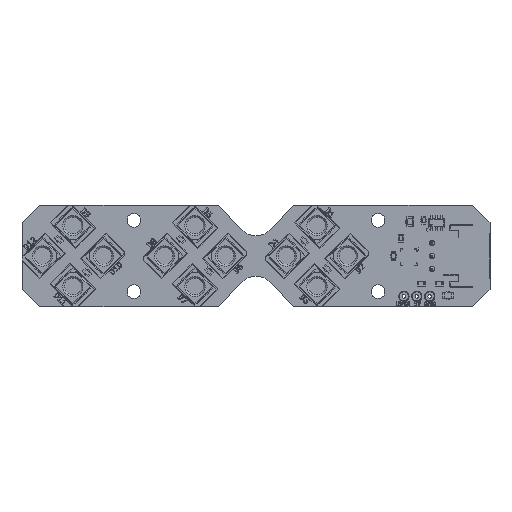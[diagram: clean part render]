
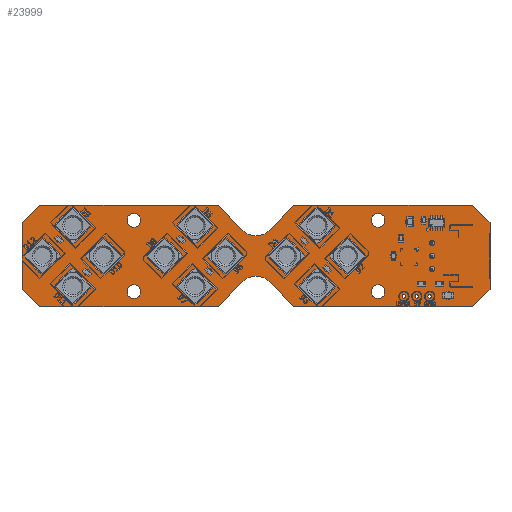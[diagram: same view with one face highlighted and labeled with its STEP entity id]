
A CAD part, top view. The second image highlights one B-rep face of the part: STEP entity #23999.
In plain terms, the highlighted planar face has unit normal (0, 0, 1).
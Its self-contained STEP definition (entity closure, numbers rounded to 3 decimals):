
#23659 = VERTEX_POINT('',#23660);
#23660 = CARTESIAN_POINT('',(-2.828,5.172,1.51));
#23666 = EDGE_CURVE('',#23659,#23667,#23669,.T.);
#23667 = VERTEX_POINT('',#23668);
#23668 = CARTESIAN_POINT('',(0.,4.,1.51));
#23669 = CIRCLE('',#23670,4.);
#23670 = AXIS2_PLACEMENT_3D('',#23671,#23672,#23673);
#23671 = CARTESIAN_POINT('',(0.,8.,1.51));
#23672 = DIRECTION('',(0.,0.,1.));
#23673 = DIRECTION('',(-0.707,-0.707,0.));
#23701 = VERTEX_POINT('',#23702);
#23702 = CARTESIAN_POINT('',(-7.4,10.,1.51));
#23708 = EDGE_CURVE('',#23701,#23659,#23709,.T.);
#23709 = LINE('',#23710,#23711);
#23710 = CARTESIAN_POINT('',(-7.4,10.,1.51));
#23711 = VECTOR('',#23712,1.);
#23712 = DIRECTION('',(0.688,-0.726,0.));
#23730 = EDGE_CURVE('',#23667,#23731,#23733,.T.);
#23731 = VERTEX_POINT('',#23732);
#23732 = CARTESIAN_POINT('',(2.828,5.172,1.51));
#23733 = CIRCLE('',#23734,4.);
#23734 = AXIS2_PLACEMENT_3D('',#23735,#23736,#23737);
#23735 = CARTESIAN_POINT('',(0.,8.,1.51));
#23736 = DIRECTION('',(0.,0.,1.));
#23737 = DIRECTION('',(0.,-1.,0.));
#23999 = ADVANCED_FACE('',(#24000,#24125,#24136,#24147,#24158,#24169,
    #24180,#24191,#24202,#24213,#24224),#24235,.T.);
#24000 = FACE_BOUND('',#24001,.T.);
#24001 = EDGE_LOOP('',(#24002,#24003,#24004,#24012,#24020,#24028,#24036,
    #24044,#24052,#24061,#24070,#24078,#24086,#24094,#24102,#24110,
    #24118,#24124));
#24002 = ORIENTED_EDGE('',*,*,#23666,.F.);
#24003 = ORIENTED_EDGE('',*,*,#23708,.F.);
#24004 = ORIENTED_EDGE('',*,*,#24005,.F.);
#24005 = EDGE_CURVE('',#24006,#23701,#24008,.T.);
#24006 = VERTEX_POINT('',#24007);
#24007 = CARTESIAN_POINT('',(-42.5,10.,1.51));
#24008 = LINE('',#24009,#24010);
#24009 = CARTESIAN_POINT('',(-42.5,10.,1.51));
#24010 = VECTOR('',#24011,1.);
#24011 = DIRECTION('',(1.,0.,0.));
#24012 = ORIENTED_EDGE('',*,*,#24013,.F.);
#24013 = EDGE_CURVE('',#24014,#24006,#24016,.T.);
#24014 = VERTEX_POINT('',#24015);
#24015 = CARTESIAN_POINT('',(-46.,6.5,1.51));
#24016 = LINE('',#24017,#24018);
#24017 = CARTESIAN_POINT('',(-46.,6.5,1.51));
#24018 = VECTOR('',#24019,1.);
#24019 = DIRECTION('',(0.707,0.707,0.));
#24020 = ORIENTED_EDGE('',*,*,#24021,.F.);
#24021 = EDGE_CURVE('',#24022,#24014,#24024,.T.);
#24022 = VERTEX_POINT('',#24023);
#24023 = CARTESIAN_POINT('',(-46.,-6.5,1.51));
#24024 = LINE('',#24025,#24026);
#24025 = CARTESIAN_POINT('',(-46.,-6.5,1.51));
#24026 = VECTOR('',#24027,1.);
#24027 = DIRECTION('',(0.,1.,0.));
#24028 = ORIENTED_EDGE('',*,*,#24029,.F.);
#24029 = EDGE_CURVE('',#24030,#24022,#24032,.T.);
#24030 = VERTEX_POINT('',#24031);
#24031 = CARTESIAN_POINT('',(-42.5,-10.,1.51));
#24032 = LINE('',#24033,#24034);
#24033 = CARTESIAN_POINT('',(-42.5,-10.,1.51));
#24034 = VECTOR('',#24035,1.);
#24035 = DIRECTION('',(-0.707,0.707,0.));
#24036 = ORIENTED_EDGE('',*,*,#24037,.F.);
#24037 = EDGE_CURVE('',#24038,#24030,#24040,.T.);
#24038 = VERTEX_POINT('',#24039);
#24039 = CARTESIAN_POINT('',(-7.4,-10.,1.51));
#24040 = LINE('',#24041,#24042);
#24041 = CARTESIAN_POINT('',(-7.4,-10.,1.51));
#24042 = VECTOR('',#24043,1.);
#24043 = DIRECTION('',(-1.,0.,0.));
#24044 = ORIENTED_EDGE('',*,*,#24045,.F.);
#24045 = EDGE_CURVE('',#24046,#24038,#24048,.T.);
#24046 = VERTEX_POINT('',#24047);
#24047 = CARTESIAN_POINT('',(-2.828,-5.172,1.51));
#24048 = LINE('',#24049,#24050);
#24049 = CARTESIAN_POINT('',(-2.828,-5.172,1.51));
#24050 = VECTOR('',#24051,1.);
#24051 = DIRECTION('',(-0.688,-0.726,0.));
#24052 = ORIENTED_EDGE('',*,*,#24053,.F.);
#24053 = EDGE_CURVE('',#24054,#24046,#24056,.T.);
#24054 = VERTEX_POINT('',#24055);
#24055 = CARTESIAN_POINT('',(0.,-4.,1.51));
#24056 = CIRCLE('',#24057,4.);
#24057 = AXIS2_PLACEMENT_3D('',#24058,#24059,#24060);
#24058 = CARTESIAN_POINT('',(0.,-8.,1.51));
#24059 = DIRECTION('',(0.,0.,1.));
#24060 = DIRECTION('',(0.,1.,-0.));
#24061 = ORIENTED_EDGE('',*,*,#24062,.F.);
#24062 = EDGE_CURVE('',#24063,#24054,#24065,.T.);
#24063 = VERTEX_POINT('',#24064);
#24064 = CARTESIAN_POINT('',(2.828,-5.172,1.51));
#24065 = CIRCLE('',#24066,4.);
#24066 = AXIS2_PLACEMENT_3D('',#24067,#24068,#24069);
#24067 = CARTESIAN_POINT('',(0.,-8.,1.51));
#24068 = DIRECTION('',(0.,0.,1.));
#24069 = DIRECTION('',(0.707,0.707,-0.));
#24070 = ORIENTED_EDGE('',*,*,#24071,.F.);
#24071 = EDGE_CURVE('',#24072,#24063,#24074,.T.);
#24072 = VERTEX_POINT('',#24073);
#24073 = CARTESIAN_POINT('',(7.4,-10.,1.51));
#24074 = LINE('',#24075,#24076);
#24075 = CARTESIAN_POINT('',(7.4,-10.,1.51));
#24076 = VECTOR('',#24077,1.);
#24077 = DIRECTION('',(-0.688,0.726,0.));
#24078 = ORIENTED_EDGE('',*,*,#24079,.F.);
#24079 = EDGE_CURVE('',#24080,#24072,#24082,.T.);
#24080 = VERTEX_POINT('',#24081);
#24081 = CARTESIAN_POINT('',(42.5,-10.,1.51));
#24082 = LINE('',#24083,#24084);
#24083 = CARTESIAN_POINT('',(42.5,-10.,1.51));
#24084 = VECTOR('',#24085,1.);
#24085 = DIRECTION('',(-1.,0.,0.));
#24086 = ORIENTED_EDGE('',*,*,#24087,.F.);
#24087 = EDGE_CURVE('',#24088,#24080,#24090,.T.);
#24088 = VERTEX_POINT('',#24089);
#24089 = CARTESIAN_POINT('',(46.,-6.5,1.51));
#24090 = LINE('',#24091,#24092);
#24091 = CARTESIAN_POINT('',(46.,-6.5,1.51));
#24092 = VECTOR('',#24093,1.);
#24093 = DIRECTION('',(-0.707,-0.707,0.));
#24094 = ORIENTED_EDGE('',*,*,#24095,.F.);
#24095 = EDGE_CURVE('',#24096,#24088,#24098,.T.);
#24096 = VERTEX_POINT('',#24097);
#24097 = CARTESIAN_POINT('',(46.,6.5,1.51));
#24098 = LINE('',#24099,#24100);
#24099 = CARTESIAN_POINT('',(46.,6.5,1.51));
#24100 = VECTOR('',#24101,1.);
#24101 = DIRECTION('',(0.,-1.,0.));
#24102 = ORIENTED_EDGE('',*,*,#24103,.F.);
#24103 = EDGE_CURVE('',#24104,#24096,#24106,.T.);
#24104 = VERTEX_POINT('',#24105);
#24105 = CARTESIAN_POINT('',(42.5,10.,1.51));
#24106 = LINE('',#24107,#24108);
#24107 = CARTESIAN_POINT('',(42.5,10.,1.51));
#24108 = VECTOR('',#24109,1.);
#24109 = DIRECTION('',(0.707,-0.707,0.));
#24110 = ORIENTED_EDGE('',*,*,#24111,.F.);
#24111 = EDGE_CURVE('',#24112,#24104,#24114,.T.);
#24112 = VERTEX_POINT('',#24113);
#24113 = CARTESIAN_POINT('',(7.4,10.,1.51));
#24114 = LINE('',#24115,#24116);
#24115 = CARTESIAN_POINT('',(7.4,10.,1.51));
#24116 = VECTOR('',#24117,1.);
#24117 = DIRECTION('',(1.,0.,0.));
#24118 = ORIENTED_EDGE('',*,*,#24119,.F.);
#24119 = EDGE_CURVE('',#23731,#24112,#24120,.T.);
#24120 = LINE('',#24121,#24122);
#24121 = CARTESIAN_POINT('',(2.828,5.172,1.51));
#24122 = VECTOR('',#24123,1.);
#24123 = DIRECTION('',(0.688,0.726,0.));
#24124 = ORIENTED_EDGE('',*,*,#23730,.F.);
#24125 = FACE_BOUND('',#24126,.T.);
#24126 = EDGE_LOOP('',(#24127));
#24127 = ORIENTED_EDGE('',*,*,#24128,.T.);
#24128 = EDGE_CURVE('',#24129,#24129,#24131,.T.);
#24129 = VERTEX_POINT('',#24130);
#24130 = CARTESIAN_POINT('',(-24.,-8.35,1.51));
#24131 = CIRCLE('',#24132,1.35);
#24132 = AXIS2_PLACEMENT_3D('',#24133,#24134,#24135);
#24133 = CARTESIAN_POINT('',(-24.,-7.,1.51));
#24134 = DIRECTION('',(-0.,0.,-1.));
#24135 = DIRECTION('',(-0.,-1.,0.));
#24136 = FACE_BOUND('',#24137,.T.);
#24137 = EDGE_LOOP('',(#24138));
#24138 = ORIENTED_EDGE('',*,*,#24139,.T.);
#24139 = EDGE_CURVE('',#24140,#24140,#24142,.T.);
#24140 = VERTEX_POINT('',#24141);
#24141 = CARTESIAN_POINT('',(24.,-8.35,1.51));
#24142 = CIRCLE('',#24143,1.35);
#24143 = AXIS2_PLACEMENT_3D('',#24144,#24145,#24146);
#24144 = CARTESIAN_POINT('',(24.,-7.,1.51));
#24145 = DIRECTION('',(-0.,0.,-1.));
#24146 = DIRECTION('',(-0.,-1.,0.));
#24147 = FACE_BOUND('',#24148,.T.);
#24148 = EDGE_LOOP('',(#24149));
#24149 = ORIENTED_EDGE('',*,*,#24150,.T.);
#24150 = EDGE_CURVE('',#24151,#24151,#24153,.T.);
#24151 = VERTEX_POINT('',#24152);
#24152 = CARTESIAN_POINT('',(29.07,-8.3,1.51));
#24153 = CIRCLE('',#24154,0.35);
#24154 = AXIS2_PLACEMENT_3D('',#24155,#24156,#24157);
#24155 = CARTESIAN_POINT('',(29.07,-7.95,1.51));
#24156 = DIRECTION('',(-0.,0.,-1.));
#24157 = DIRECTION('',(-0.,-1.,0.));
#24158 = FACE_BOUND('',#24159,.T.);
#24159 = EDGE_LOOP('',(#24160));
#24160 = ORIENTED_EDGE('',*,*,#24161,.T.);
#24161 = EDGE_CURVE('',#24162,#24162,#24164,.T.);
#24162 = VERTEX_POINT('',#24163);
#24163 = CARTESIAN_POINT('',(31.61,-8.3,1.51));
#24164 = CIRCLE('',#24165,0.35);
#24165 = AXIS2_PLACEMENT_3D('',#24166,#24167,#24168);
#24166 = CARTESIAN_POINT('',(31.61,-7.95,1.51));
#24167 = DIRECTION('',(-0.,0.,-1.));
#24168 = DIRECTION('',(-0.,-1.,0.));
#24169 = FACE_BOUND('',#24170,.T.);
#24170 = EDGE_LOOP('',(#24171));
#24171 = ORIENTED_EDGE('',*,*,#24172,.T.);
#24172 = EDGE_CURVE('',#24173,#24173,#24175,.T.);
#24173 = VERTEX_POINT('',#24174);
#24174 = CARTESIAN_POINT('',(34.15,-8.3,1.51));
#24175 = CIRCLE('',#24176,0.35);
#24176 = AXIS2_PLACEMENT_3D('',#24177,#24178,#24179);
#24177 = CARTESIAN_POINT('',(34.15,-7.95,1.51));
#24178 = DIRECTION('',(-0.,0.,-1.));
#24179 = DIRECTION('',(-0.,-1.,0.));
#24180 = FACE_BOUND('',#24181,.T.);
#24181 = EDGE_LOOP('',(#24182));
#24182 = ORIENTED_EDGE('',*,*,#24183,.T.);
#24183 = EDGE_CURVE('',#24184,#24184,#24186,.T.);
#24184 = VERTEX_POINT('',#24185);
#24185 = CARTESIAN_POINT('',(34.615,-3.04,1.51));
#24186 = CIRCLE('',#24187,0.5);
#24187 = AXIS2_PLACEMENT_3D('',#24188,#24189,#24190);
#24188 = CARTESIAN_POINT('',(34.615,-2.54,1.51));
#24189 = DIRECTION('',(-0.,0.,-1.));
#24190 = DIRECTION('',(-0.,-1.,0.));
#24191 = FACE_BOUND('',#24192,.T.);
#24192 = EDGE_LOOP('',(#24193));
#24193 = ORIENTED_EDGE('',*,*,#24194,.T.);
#24194 = EDGE_CURVE('',#24195,#24195,#24197,.T.);
#24195 = VERTEX_POINT('',#24196);
#24196 = CARTESIAN_POINT('',(34.615,-0.5,1.51));
#24197 = CIRCLE('',#24198,0.5);
#24198 = AXIS2_PLACEMENT_3D('',#24199,#24200,#24201);
#24199 = CARTESIAN_POINT('',(34.615,0.,1.51));
#24200 = DIRECTION('',(-0.,0.,-1.));
#24201 = DIRECTION('',(-0.,-1.,0.));
#24202 = FACE_BOUND('',#24203,.T.);
#24203 = EDGE_LOOP('',(#24204));
#24204 = ORIENTED_EDGE('',*,*,#24205,.T.);
#24205 = EDGE_CURVE('',#24206,#24206,#24208,.T.);
#24206 = VERTEX_POINT('',#24207);
#24207 = CARTESIAN_POINT('',(-24.,5.65,1.51));
#24208 = CIRCLE('',#24209,1.35);
#24209 = AXIS2_PLACEMENT_3D('',#24210,#24211,#24212);
#24210 = CARTESIAN_POINT('',(-24.,7.,1.51));
#24211 = DIRECTION('',(-0.,0.,-1.));
#24212 = DIRECTION('',(-0.,-1.,0.));
#24213 = FACE_BOUND('',#24214,.T.);
#24214 = EDGE_LOOP('',(#24215));
#24215 = ORIENTED_EDGE('',*,*,#24216,.T.);
#24216 = EDGE_CURVE('',#24217,#24217,#24219,.T.);
#24217 = VERTEX_POINT('',#24218);
#24218 = CARTESIAN_POINT('',(34.615,2.04,1.51));
#24219 = CIRCLE('',#24220,0.5);
#24220 = AXIS2_PLACEMENT_3D('',#24221,#24222,#24223);
#24221 = CARTESIAN_POINT('',(34.615,2.54,1.51));
#24222 = DIRECTION('',(-0.,0.,-1.));
#24223 = DIRECTION('',(-0.,-1.,0.));
#24224 = FACE_BOUND('',#24225,.T.);
#24225 = EDGE_LOOP('',(#24226));
#24226 = ORIENTED_EDGE('',*,*,#24227,.T.);
#24227 = EDGE_CURVE('',#24228,#24228,#24230,.T.);
#24228 = VERTEX_POINT('',#24229);
#24229 = CARTESIAN_POINT('',(24.,5.65,1.51));
#24230 = CIRCLE('',#24231,1.35);
#24231 = AXIS2_PLACEMENT_3D('',#24232,#24233,#24234);
#24232 = CARTESIAN_POINT('',(24.,7.,1.51));
#24233 = DIRECTION('',(-0.,0.,-1.));
#24234 = DIRECTION('',(-0.,-1.,0.));
#24235 = PLANE('',#24236);
#24236 = AXIS2_PLACEMENT_3D('',#24237,#24238,#24239);
#24237 = CARTESIAN_POINT('',(0.,0.,1.51));
#24238 = DIRECTION('',(0.,0.,1.));
#24239 = DIRECTION('',(1.,0.,-0.));
